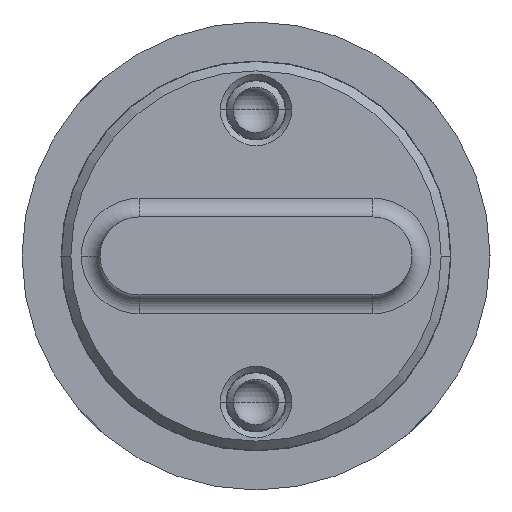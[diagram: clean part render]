
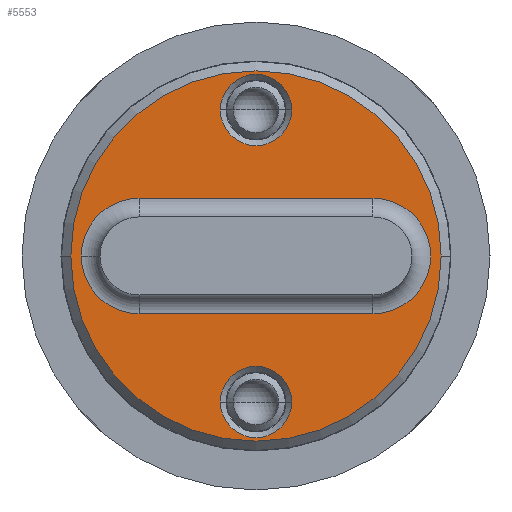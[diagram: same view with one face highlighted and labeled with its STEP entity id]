
A CAD part, left-side view. The second image highlights one B-rep face of the part: STEP entity #5553.
In plain terms, the highlighted planar face has unit normal (-1, 0, 0).
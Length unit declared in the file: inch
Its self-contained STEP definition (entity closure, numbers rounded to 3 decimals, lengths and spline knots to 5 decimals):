
#151 = CARTESIAN_POINT ( 'NONE',  ( -0.316, 0.114, 0.468 ) ) ;
#475 = CARTESIAN_POINT ( 'NONE',  ( -0.316, 0., -0.468 ) ) ;
#486 = CARTESIAN_POINT ( 'NONE',  ( -0.316, 0., 0. ) ) ;
#773 = DIRECTION ( 'NONE',  ( -1., 0., 0. ) ) ;
#1005 = PLANE ( 'NONE',  #1798 ) ;
#1168 = LINE ( 'NONE', #4902, #11327 ) ;
#1203 = FACE_BOUND ( 'NONE', #14521, .T. ) ;
#1360 = DIRECTION ( 'NONE',  ( 1., 0., 0. ) ) ;
#1586 = ORIENTED_EDGE ( 'NONE', *, *, #7763, .F. ) ;
#1635 = DIRECTION ( 'NONE',  ( -1., 0., 0. ) ) ;
#1638 = DIRECTION ( 'NONE',  ( 0., 1., 0. ) ) ;
#1690 = VECTOR ( 'NONE', #2112, 39.37008 ) ;
#1798 = AXIS2_PLACEMENT_3D ( 'NONE', #9894, #6674, #21051 ) ;
#2112 = DIRECTION ( 'NONE',  ( 0., 1., 0. ) ) ;
#3347 = VERTEX_POINT ( 'NONE', #5004 ) ;
#3441 = CARTESIAN_POINT ( 'NONE',  ( -0.316, 0., 0. ) ) ;
#3450 = DIRECTION ( 'NONE',  ( 0., 1., 0. ) ) ;
#4167 = ORIENTED_EDGE ( 'NONE', *, *, #21915, .T. ) ;
#4170 = VERTEX_POINT ( 'NONE', #22699 ) ;
#4799 = AXIS2_PLACEMENT_3D ( 'NONE', #486, #1635, #13243 ) ;
#4902 = CARTESIAN_POINT ( 'NONE',  ( -0.316, 0., 0.185 ) ) ;
#5004 = CARTESIAN_POINT ( 'NONE',  ( -0.316, 0.375, -0.185 ) ) ;
#5093 = EDGE_CURVE ( 'NONE', #4170, #13699, #21772, .T. ) ;
#5250 = DIRECTION ( 'NONE',  ( 0., 1., 0. ) ) ;
#5549 = CARTESIAN_POINT ( 'NONE',  ( -0.316, 0.375, 0. ) ) ;
#5553 = ADVANCED_FACE ( 'NONE', ( #8195, #1203, #13839, #15520 ), #1005, .T. ) ;
#5737 = CIRCLE ( 'NONE', #9560, 0.185 ) ;
#6140 = EDGE_CURVE ( 'NONE', #13699, #4170, #9861, .T. ) ;
#6148 = VERTEX_POINT ( 'NONE', #16632 ) ;
#6158 = VERTEX_POINT ( 'NONE', #14602 ) ;
#6305 = EDGE_CURVE ( 'NONE', #15480, #15029, #23687, .T. ) ;
#6674 = DIRECTION ( 'NONE',  ( -1., 0., 0. ) ) ;
#6973 = DIRECTION ( 'NONE',  ( 0., 1., 0. ) ) ;
#7209 = EDGE_CURVE ( 'NONE', #22150, #6148, #17608, .T. ) ;
#7331 = EDGE_LOOP ( 'NONE', ( #4167, #16896 ) ) ;
#7571 = DIRECTION ( 'NONE',  ( -1., 0., 0. ) ) ;
#7763 = EDGE_CURVE ( 'NONE', #15029, #15480, #11460, .T. ) ;
#7822 = DIRECTION ( 'NONE',  ( 0., 1., 0. ) ) ;
#8022 = AXIS2_PLACEMENT_3D ( 'NONE', #17809, #1360, #8933 ) ;
#8115 = ORIENTED_EDGE ( 'NONE', *, *, #7209, .T. ) ;
#8195 = FACE_BOUND ( 'NONE', #16476, .T. ) ;
#8251 = AXIS2_PLACEMENT_3D ( 'NONE', #3441, #10751, #1638 ) ;
#8605 = VERTEX_POINT ( 'NONE', #12723 ) ;
#8933 = DIRECTION ( 'NONE',  ( 0., 1., 0. ) ) ;
#8984 = DIRECTION ( 'NONE',  ( -1., 0., 0. ) ) ;
#9560 = AXIS2_PLACEMENT_3D ( 'NONE', #5549, #23664, #20156 ) ;
#9861 = CIRCLE ( 'NONE', #16027, 0.114 ) ;
#9894 = CARTESIAN_POINT ( 'NONE',  ( -0.316, 0., 0. ) ) ;
#9898 = CARTESIAN_POINT ( 'NONE',  ( -0.316, 0., 0.468 ) ) ;
#10751 = DIRECTION ( 'NONE',  ( -1., 0., 0. ) ) ;
#10990 = CARTESIAN_POINT ( 'NONE',  ( -0.316, 0., -0.468 ) ) ;
#11221 = LINE ( 'NONE', #18523, #1690 ) ;
#11327 = VECTOR ( 'NONE', #12241, 39.37008 ) ;
#11460 = CIRCLE ( 'NONE', #14538, 0.114 ) ;
#11595 = DIRECTION ( 'NONE',  ( 0., 1., 0. ) ) ;
#12241 = DIRECTION ( 'NONE',  ( 0., -1., 0. ) ) ;
#12723 = CARTESIAN_POINT ( 'NONE',  ( -0.316, 0.5935, 0. ) ) ;
#13243 = DIRECTION ( 'NONE',  ( 0., 1., 0. ) ) ;
#13341 = AXIS2_PLACEMENT_3D ( 'NONE', #9898, #773, #11595 ) ;
#13699 = VERTEX_POINT ( 'NONE', #21324 ) ;
#13839 = FACE_BOUND ( 'NONE', #19195, .T. ) ;
#14374 = CARTESIAN_POINT ( 'NONE',  ( -0.316, 0.375, 0. ) ) ;
#14521 = EDGE_LOOP ( 'NONE', ( #16522, #1586 ) ) ;
#14538 = AXIS2_PLACEMENT_3D ( 'NONE', #16086, #23405, #6973 ) ;
#14602 = CARTESIAN_POINT ( 'NONE',  ( -0.316, -0.5935, 0. ) ) ;
#14740 = CIRCLE ( 'NONE', #8251, 0.5935 ) ;
#15029 = VERTEX_POINT ( 'NONE', #16466 ) ;
#15480 = VERTEX_POINT ( 'NONE', #151 ) ;
#15520 = FACE_OUTER_BOUND ( 'NONE', #7331, .T. ) ;
#15573 = ORIENTED_EDGE ( 'NONE', *, *, #18264, .T. ) ;
#16027 = AXIS2_PLACEMENT_3D ( 'NONE', #10990, #8984, #3450 ) ;
#16086 = CARTESIAN_POINT ( 'NONE',  ( -0.316, 0., 0.468 ) ) ;
#16466 = CARTESIAN_POINT ( 'NONE',  ( -0.316, -0.114, 0.468 ) ) ;
#16476 = EDGE_LOOP ( 'NONE', ( #22554, #16774 ) ) ;
#16522 = ORIENTED_EDGE ( 'NONE', *, *, #6305, .F. ) ;
#16568 = EDGE_CURVE ( 'NONE', #23400, #22150, #1168, .T. ) ;
#16632 = CARTESIAN_POINT ( 'NONE',  ( -0.316, -0.375, -0.185 ) ) ;
#16774 = ORIENTED_EDGE ( 'NONE', *, *, #6140, .F. ) ;
#16896 = ORIENTED_EDGE ( 'NONE', *, *, #20828, .T. ) ;
#17317 = AXIS2_PLACEMENT_3D ( 'NONE', #14374, #21673, #5250 ) ;
#17399 = VERTEX_POINT ( 'NONE', #20143 ) ;
#17608 = CIRCLE ( 'NONE', #8022, 0.185 ) ;
#17774 = ORIENTED_EDGE ( 'NONE', *, *, #16568, .T. ) ;
#17809 = CARTESIAN_POINT ( 'NONE',  ( -0.316, -0.375, 0. ) ) ;
#18151 = CIRCLE ( 'NONE', #4799, 0.5935 ) ;
#18264 = EDGE_CURVE ( 'NONE', #3347, #17399, #19602, .T. ) ;
#18523 = CARTESIAN_POINT ( 'NONE',  ( -0.316, 0., -0.185 ) ) ;
#19195 = EDGE_LOOP ( 'NONE', ( #21451, #15573, #23730, #17774, #8115 ) ) ;
#19602 = CIRCLE ( 'NONE', #17317, 0.185 ) ;
#20143 = CARTESIAN_POINT ( 'NONE',  ( -0.316, 0.56, 0. ) ) ;
#20156 = DIRECTION ( 'NONE',  ( 0., 1., 0. ) ) ;
#20828 = EDGE_CURVE ( 'NONE', #8605, #6158, #18151, .T. ) ;
#20939 = CARTESIAN_POINT ( 'NONE',  ( -0.316, 0.375, 0.185 ) ) ;
#20991 = AXIS2_PLACEMENT_3D ( 'NONE', #475, #7571, #7822 ) ;
#21051 = DIRECTION ( 'NONE',  ( 0., 1., 0. ) ) ;
#21290 = EDGE_CURVE ( 'NONE', #6148, #3347, #11221, .T. ) ;
#21324 = CARTESIAN_POINT ( 'NONE',  ( -0.316, -0.114, -0.468 ) ) ;
#21451 = ORIENTED_EDGE ( 'NONE', *, *, #21290, .T. ) ;
#21673 = DIRECTION ( 'NONE',  ( 1., 0., 0. ) ) ;
#21772 = CIRCLE ( 'NONE', #20991, 0.114 ) ;
#21915 = EDGE_CURVE ( 'NONE', #6158, #8605, #14740, .T. ) ;
#21973 = CARTESIAN_POINT ( 'NONE',  ( -0.316, -0.375, 0.185 ) ) ;
#22150 = VERTEX_POINT ( 'NONE', #21973 ) ;
#22245 = EDGE_CURVE ( 'NONE', #17399, #23400, #5737, .T. ) ;
#22554 = ORIENTED_EDGE ( 'NONE', *, *, #5093, .F. ) ;
#22699 = CARTESIAN_POINT ( 'NONE',  ( -0.316, 0.114, -0.468 ) ) ;
#23400 = VERTEX_POINT ( 'NONE', #20939 ) ;
#23405 = DIRECTION ( 'NONE',  ( -1., 0., 0. ) ) ;
#23664 = DIRECTION ( 'NONE',  ( 1., 0., 0. ) ) ;
#23687 = CIRCLE ( 'NONE', #13341, 0.114 ) ;
#23730 = ORIENTED_EDGE ( 'NONE', *, *, #22245, .T. ) ;
